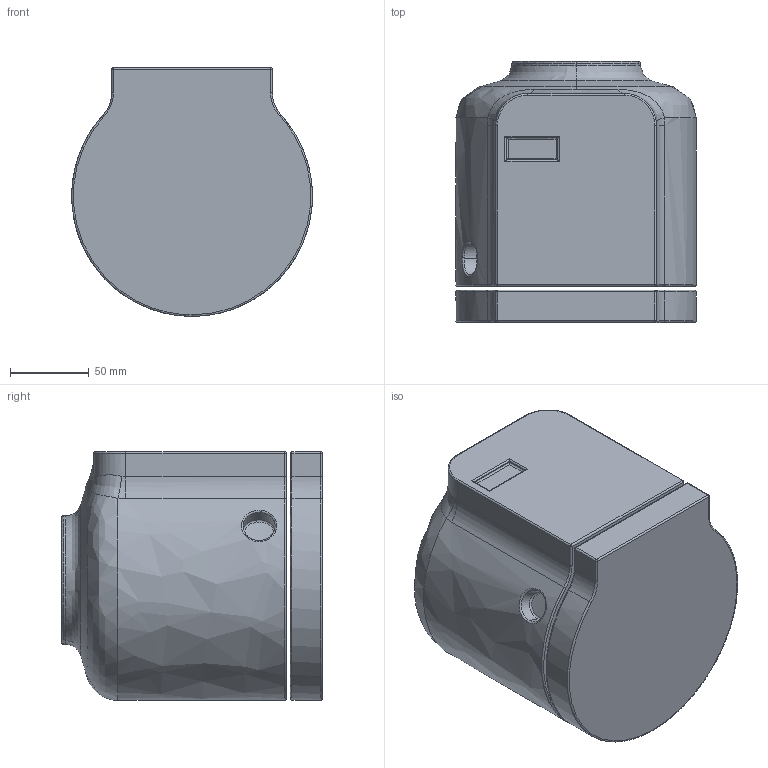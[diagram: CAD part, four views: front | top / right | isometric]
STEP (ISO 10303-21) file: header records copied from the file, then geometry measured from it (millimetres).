
FILE_DESCRIPTION(('FreeCAD Model'),'2;1');
FILE_NAME('Open CASCADE Shape Model','2025-05-02T16:41:40',('FreeCAD'),( 'FreeCAD'),'Open CASCADE STEP processor 7.6','FreeCAD','Unknown');
FILE_SCHEMA(('AUTOMOTIVE_DESIGN { 1 0 10303 214 1 1 1 1 }'));
Length unit declared in the file: millimetre
Products named in the file (1): Open CASCADE STEP translator 7.6 1
Bounding box: 153.05 x 165.92 x 158.26 mm (x, y, z)
Volume: 2947037.9 mm3; surface area: 152655 mm2
Topology: 2 solids, 2 shells, 88 faces, 195 edges, 107 vertices
Faces by surface type: bspline 88
Entity records: 3679 total; most frequent: CARTESIAN_POINT 2613, ORIENTED_EDGE 378, EDGE_CURVE 189, VERTEX_POINT 107, FACE_BOUND 90, EDGE_LOOP 90, ADVANCED_FACE 88, B_SPLINE_CURVE_WITH_KNOTS 87
